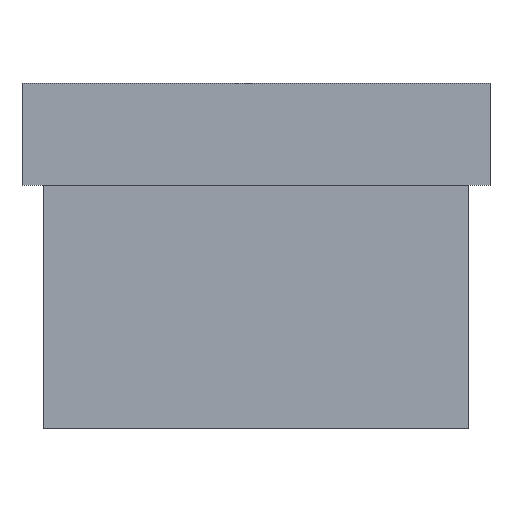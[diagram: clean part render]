
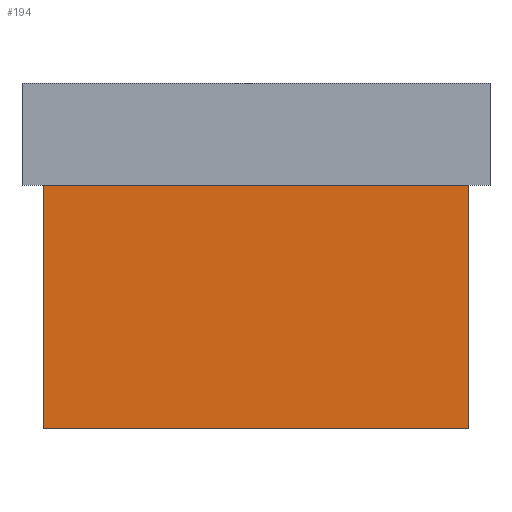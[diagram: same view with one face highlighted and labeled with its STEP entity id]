
A CAD part, front view. The second image highlights one B-rep face of the part: STEP entity #194.
In plain terms, the highlighted planar face has unit normal (0, -1, 0).
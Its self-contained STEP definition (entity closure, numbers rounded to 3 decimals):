
#32=ORIENTED_EDGE('',*,*,#70,.T.);
#33=ORIENTED_EDGE('',*,*,#79,.T.);
#34=ORIENTED_EDGE('',*,*,#80,.T.);
#35=ORIENTED_EDGE('',*,*,#81,.F.);
#70=EDGE_CURVE('',#95,#94,#110,.T.);
#79=EDGE_CURVE('',#94,#102,#119,.T.);
#80=EDGE_CURVE('',#102,#103,#120,.T.);
#81=EDGE_CURVE('',#95,#103,#121,.T.);
#94=VERTEX_POINT('',#280);
#95=VERTEX_POINT('',#282);
#102=VERTEX_POINT('',#301);
#103=VERTEX_POINT('',#303);
#110=LINE('',#281,#134);
#119=LINE('',#300,#143);
#120=LINE('',#302,#144);
#121=LINE('',#304,#145);
#134=VECTOR('',#232,1000.);
#143=VECTOR('',#247,1000.);
#144=VECTOR('',#248,1000.);
#145=VECTOR('',#249,1000.);
#159=EDGE_LOOP('',(#32,#33,#34,#35));
#171=FACE_BOUND('',#159,.T.);
#183=PLANE('',#218);
#194=ADVANCED_FACE('',(#171),#183,.T.);
#218=AXIS2_PLACEMENT_3D('',#299,#245,#246);
#232=DIRECTION('',(1.,0.,0.));
#245=DIRECTION('',(0.,-1.,0.));
#246=DIRECTION('',(0.,0.,-1.));
#247=DIRECTION('',(0.,0.,1.));
#248=DIRECTION('',(-1.,0.,0.));
#249=DIRECTION('',(0.,0.,1.));
#280=CARTESIAN_POINT('',(125.,17.,-101.5));
#281=CARTESIAN_POINT('',(-137.5,17.,-101.5));
#282=CARTESIAN_POINT('',(-125.,17.,-101.5));
#299=CARTESIAN_POINT('',(0.,17.,0.));
#300=CARTESIAN_POINT('',(125.,17.,-101.5));
#301=CARTESIAN_POINT('',(125.,17.,41.5));
#302=CARTESIAN_POINT('',(137.5,17.,41.5));
#303=CARTESIAN_POINT('',(-125.,17.,41.5));
#304=CARTESIAN_POINT('',(-125.,17.,-101.5));
